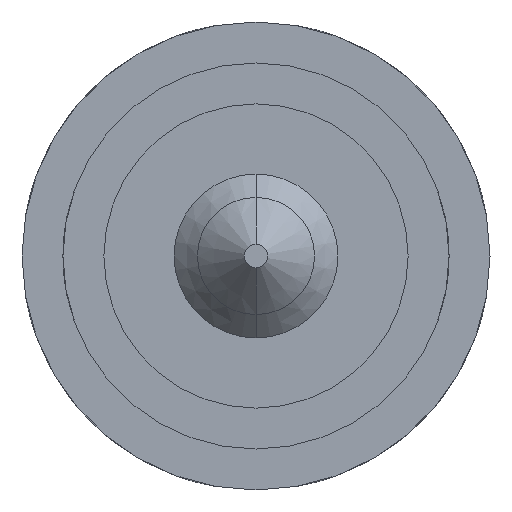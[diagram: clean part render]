
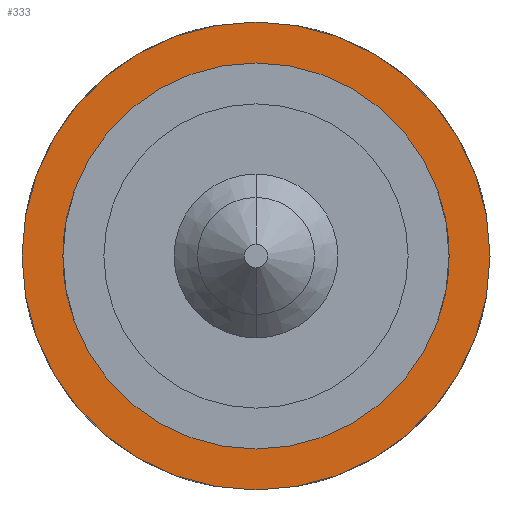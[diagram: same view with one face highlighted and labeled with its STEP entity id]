
A CAD part, front view. The second image highlights one B-rep face of the part: STEP entity #333.
In plain terms, the highlighted planar face has unit normal (0, -1, 0).
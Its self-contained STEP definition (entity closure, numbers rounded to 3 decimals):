
#6 = DIRECTION ( 'NONE',  ( 0., 0., 1. ) ) ;
#52 = DIRECTION ( 'NONE',  ( 0., 0., 1. ) ) ;
#114 = EDGE_LOOP ( 'NONE', ( #1511, #280 ) ) ;
#164 = EDGE_CURVE ( 'Defeature ausgef�hrt4_7+Defeature ausgef�hrt4_6+Defeature ausgef�hrt4_6+Defeature ausgef�hrt4_6', #4337, #400, #1081, .T. ) ;
#280 = ORIENTED_EDGE ( 'NONE', *, *, #1330, .T. ) ;
#333 = ADVANCED_FACE ( 'Defeature ausgef�hrt4_6', ( #3075, #1312 ), #2103, .F. ) ;
#400 = VERTEX_POINT ( 'NONE', #3002 ) ;
#681 = DIRECTION ( 'NONE',  ( 0., 0., 1. ) ) ;
#686 = CARTESIAN_POINT ( 'NONE',  ( 0., 28., 0. ) ) ;
#718 = AXIS2_PLACEMENT_3D ( 'NONE', #2168, #3667, #681 ) ;
#866 = AXIS2_PLACEMENT_3D ( 'NONE', #1745, #2610, #6 ) ;
#896 = CIRCLE ( 'NONE', #4338, 0.825 ) ;
#1081 = CIRCLE ( 'NONE', #4052, 1. ) ;
#1231 = CIRCLE ( 'NONE', #2734, 1. ) ;
#1312 = FACE_BOUND ( 'NONE', #114, .T. ) ;
#1330 = EDGE_CURVE ( 'Defeature ausgef�hrt4_6+Defeature ausgef�hrt4_0+Defeature ausgef�hrt4_0+Defeature ausgef�hrt4_0', #1472, #2651, #896, .T. ) ;
#1357 = CIRCLE ( 'NONE', #718, 0.825 ) ;
#1472 = VERTEX_POINT ( 'NONE', #2709 ) ;
#1494 = DIRECTION ( 'NONE',  ( 0., 0., 1. ) ) ;
#1511 = ORIENTED_EDGE ( 'NONE', *, *, #3112, .T. ) ;
#1567 = DIRECTION ( 'NONE',  ( 0., 1., 0. ) ) ;
#1745 = CARTESIAN_POINT ( 'NONE',  ( 0.825, 28., 0. ) ) ;
#2103 = PLANE ( 'NONE',  #866 ) ;
#2168 = CARTESIAN_POINT ( 'NONE',  ( 0., 28., 0. ) ) ;
#2394 = ORIENTED_EDGE ( 'NONE', *, *, #3926, .F. ) ;
#2610 = DIRECTION ( 'NONE',  ( 0., 1., 0. ) ) ;
#2651 = VERTEX_POINT ( 'NONE', #4525 ) ;
#2709 = CARTESIAN_POINT ( 'NONE',  ( 0., 28., 0.825 ) ) ;
#2734 = AXIS2_PLACEMENT_3D ( 'NONE', #3106, #1567, #52 ) ;
#2772 = DIRECTION ( 'NONE',  ( 0., 0., 1. ) ) ;
#2915 = EDGE_LOOP ( 'NONE', ( #2394, #3626 ) ) ;
#3002 = CARTESIAN_POINT ( 'NONE',  ( 0., 28., 1. ) ) ;
#3075 = FACE_OUTER_BOUND ( 'NONE', #2915, .T. ) ;
#3106 = CARTESIAN_POINT ( 'NONE',  ( 0., 28., 0. ) ) ;
#3112 = EDGE_CURVE ( 'Defeature ausgef�hrt4_6+Defeature ausgef�hrt4_0+Defeature ausgef�hrt4_0+Defeature ausgef�hrt4_0', #2651, #1472, #1357, .T. ) ;
#3453 = CARTESIAN_POINT ( 'NONE',  ( 0., 28., -1. ) ) ;
#3541 = DIRECTION ( 'NONE',  ( 0., 1., 0. ) ) ;
#3626 = ORIENTED_EDGE ( 'NONE', *, *, #164, .F. ) ;
#3667 = DIRECTION ( 'NONE',  ( 0., 1., 0. ) ) ;
#3926 = EDGE_CURVE ( 'Defeature ausgef�hrt4_7+Defeature ausgef�hrt4_6+Defeature ausgef�hrt4_6+Defeature ausgef�hrt4_6', #400, #4337, #1231, .T. ) ;
#4052 = AXIS2_PLACEMENT_3D ( 'NONE', #4278, #3541, #2772 ) ;
#4278 = CARTESIAN_POINT ( 'NONE',  ( 0., 28., 0. ) ) ;
#4337 = VERTEX_POINT ( 'NONE', #3453 ) ;
#4338 = AXIS2_PLACEMENT_3D ( 'NONE', #686, #4484, #1494 ) ;
#4484 = DIRECTION ( 'NONE',  ( 0., 1., 0. ) ) ;
#4525 = CARTESIAN_POINT ( 'NONE',  ( 0., 28., -0.825 ) ) ;
